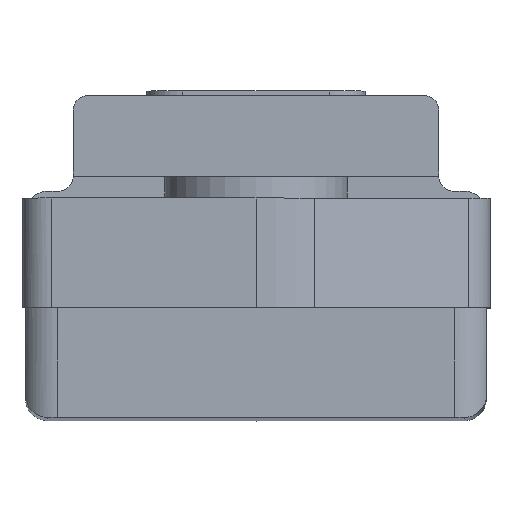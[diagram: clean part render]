
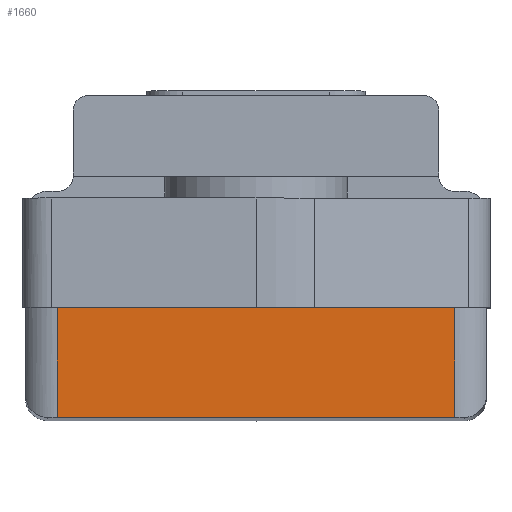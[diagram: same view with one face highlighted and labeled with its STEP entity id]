
A CAD part, top view. The second image highlights one B-rep face of the part: STEP entity #1660.
In plain terms, the highlighted face is planar.
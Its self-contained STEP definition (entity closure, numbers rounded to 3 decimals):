
#35=LINE('',#2239,#152);
#36=LINE('',#2242,#153);
#37=LINE('',#2244,#154);
#38=LINE('',#2246,#155);
#152=VECTOR('',#1877,1000.);
#153=VECTOR('',#1878,1000.);
#154=VECTOR('',#1879,1000.);
#155=VECTOR('',#1880,1000.);
#265=PLANE('',#1740);
#366=ORIENTED_EDGE('',*,*,#716,.T.);
#367=ORIENTED_EDGE('',*,*,#717,.F.);
#368=ORIENTED_EDGE('',*,*,#718,.F.);
#369=ORIENTED_EDGE('',*,*,#719,.T.);
#716=EDGE_CURVE('',#891,#892,#35,.F.);
#717=EDGE_CURVE('',#893,#892,#36,.T.);
#718=EDGE_CURVE('',#894,#893,#37,.F.);
#719=EDGE_CURVE('',#894,#891,#38,.T.);
#891=VERTEX_POINT('',#2240);
#892=VERTEX_POINT('',#2241);
#893=VERTEX_POINT('',#2243);
#894=VERTEX_POINT('',#2245);
#1001=EDGE_LOOP('',(#366,#367,#368,#369));
#1078=FACE_BOUND('',#1001,.T.);
#1660=ADVANCED_FACE('',(#1078),#265,.T.);
#1740=AXIS2_PLACEMENT_3D('',#2238,#1875,#1876);
#1875=DIRECTION('',(1.,0.,0.));
#1876=DIRECTION('',(0.,0.,-1.));
#1877=DIRECTION('',(0.,-1.,0.));
#1878=DIRECTION('',(0.,0.,-1.));
#1879=DIRECTION('',(0.,-1.,0.));
#1880=DIRECTION('',(0.,0.,-1.));
#2238=CARTESIAN_POINT('',(0.,0.3,2.85));
#2239=CARTESIAN_POINT('',(0.,5.,-2.715));
#2240=CARTESIAN_POINT('',(0.,0.,-2.715));
#2241=CARTESIAN_POINT('',(0.,1.5,-2.715));
#2242=CARTESIAN_POINT('',(0.,1.5,5.));
#2243=CARTESIAN_POINT('',(0.,1.5,2.715));
#2244=CARTESIAN_POINT('',(0.,5.,2.715));
#2245=CARTESIAN_POINT('',(0.,0.,2.715));
#2246=CARTESIAN_POINT('',(0.,0.,2.85));
